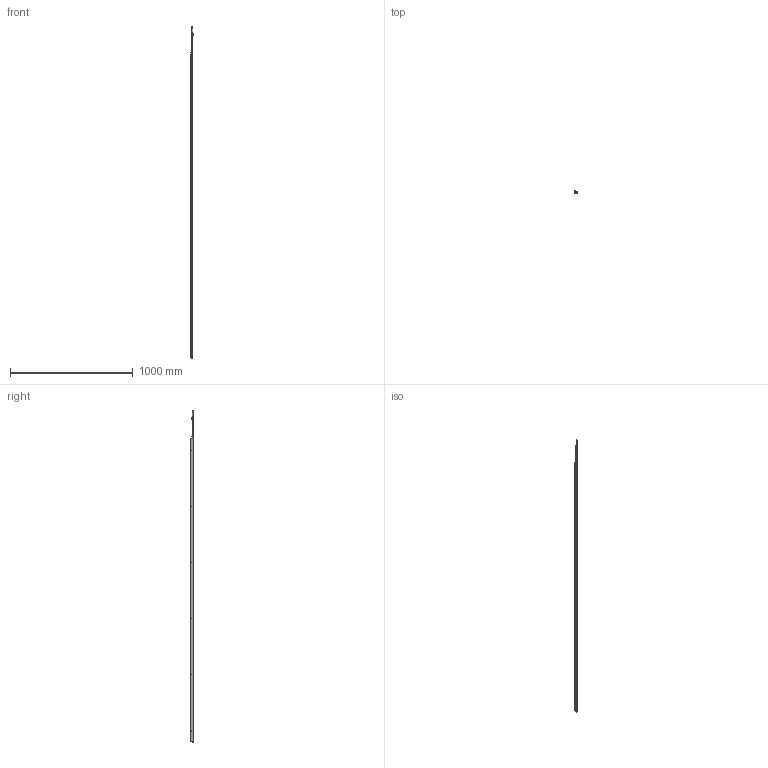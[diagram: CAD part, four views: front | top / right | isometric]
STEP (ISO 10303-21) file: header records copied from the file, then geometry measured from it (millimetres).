
FILE_DESCRIPTION(/* description */ (''),/* implementation_level */ '2;1');
FILE_NAME(/* name */ '8096-DIM.stp',/* time_stamp */ '2017-03-22T11:36:06-04:00',/* author */ ('ryan longshore'),/* organization */ (''),/* preprocessor_version */ 'ST-DEVELOPER v16.5',/* originating_system */ 'Autodesk Inventor 2017',/* authorisation */ '');
FILE_SCHEMA (('AUTOMOTIVE_DESIGN { 1 0 10303 214 3 1 1 }'));
Length unit declared in the file: inch
Products named in the file (18): 8096-DIM; 901839; 901574; 901437; 901592; 901565; 901515; 901587; 901724-DIM; 901806-DIM; 901622; 901576-DIM; 901576 without spring-DIM; 901577; 901625; Unbrako - No.  6 x 0.19; 901770; Unbrako - No.  8 x 0.19
Assembly tree (113 placements, depth 3):
  8096-DIM
    901839
    901574
    901437
    901592
    901565
    901515
    901587
    901724-DIM
    901576-DIM  x96
      901576 without spring-DIM
      901577
    901806-DIM
    901622
    901625  x2
      Unbrako - No.  6 x 0.19
    901770
      Unbrako - No.  8 x 0.19
Bounding box: 21.13 x 29.17 x 2709.08 mm (x, y, z)
Volume: 434597.7 mm3; surface area: 467472.5 mm2
Topology: 205 solids, 205 shells, 2708 faces, 5675 edges, 3578 vertices
Faces by surface type: plane 1443, cylinder 1021, cone 234, bspline 6, torus 4
Full cylindrical faces by diameter (mm): 0.508 x1, 0.635 x192, 1.984 x2, 2.54 x1, 2.667 x96, 2.845 x1, 3.454 x1, 3.485 x1, 3.505 x2, 3.937 x96, 4.166 x1, 4.978 x1, 5.055 x1, 5.159 x6, 5.715 x193, 6.35 x1, 6.604 x1, 6.731 x1, 8.128 x2, 8.89 x1, 9.144 x1, 9.423 x1, 9.525 x3, 10.414 x2, 11.112 x1, 12.446 x1, 13.462 x1, 13.716 x1, 15.875 x2
Entity records: 23067 total; most frequent: CARTESIAN_POINT 17223, DIRECTION 1217, ORIENTED_EDGE 826, AXIS2_PLACEMENT_3D 511, EDGE_CURVE 413, EDGE_LOOP 349, VERTEX_POINT 308, FACE_OUTER_BOUND 226
